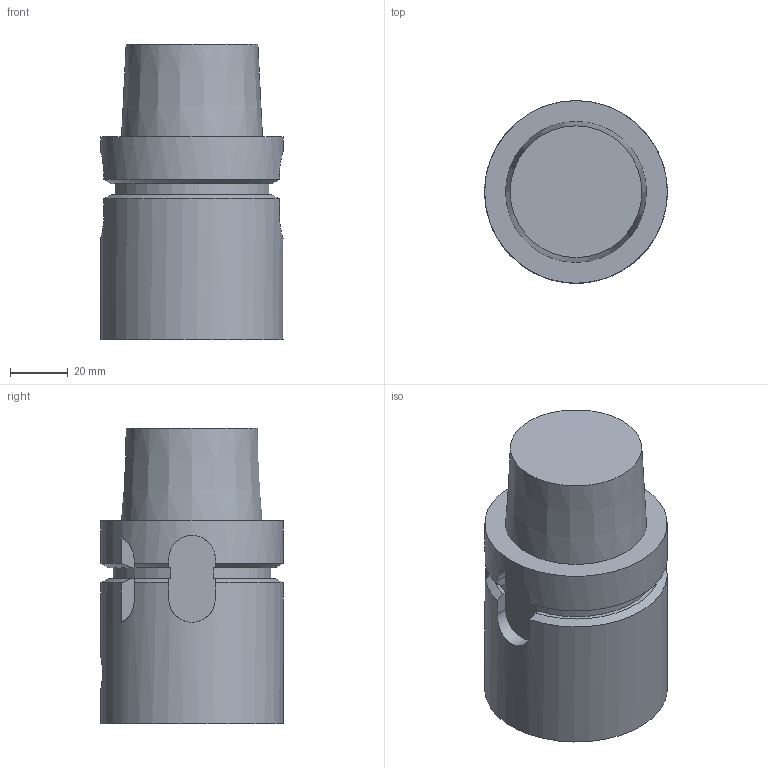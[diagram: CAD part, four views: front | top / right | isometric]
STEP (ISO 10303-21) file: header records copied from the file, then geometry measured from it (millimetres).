
FILE_DESCRIPTION((''),'1');
FILE_NAME('HSK-T63-S63-70.stp','2024-01-09T05:13:06',(''),(''),'Spatial Interop R21 SP3','Kubotek KeyCreator 2011 V10.0.2 (22737)',' ');
FILE_SCHEMA(('automotive_design'));
Length unit declared in the file: millimetre
Products named in the file (1): 240[2]
Bounding box: 63 x 63 x 102 mm (x, y, z)
Volume: 231923.7 mm3; surface area: 30058.3 mm2
Topology: 1 solids, 1 shells, 47 faces, 126 edges, 84 vertices
Faces by surface type: plane 25, cylinder 15, cone 7
Full cylindrical faces by diameter (mm): 12 x1, 34 x1, 63 x2
Entity records: 2773 total; most frequent: CARTESIAN_POINT 503, ORIENTED_EDGE 234, DIRECTION 222, PRESENTATION_STYLE_ASSIGNMENT 211, COLOUR_RGB 211, STYLED_ITEM 164, CURVE_STYLE 164, DRAUGHTING_PRE_DEFINED_CURVE_FONT 164
